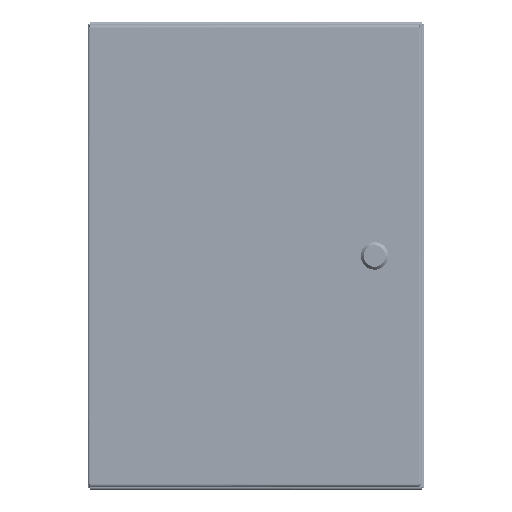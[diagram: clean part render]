
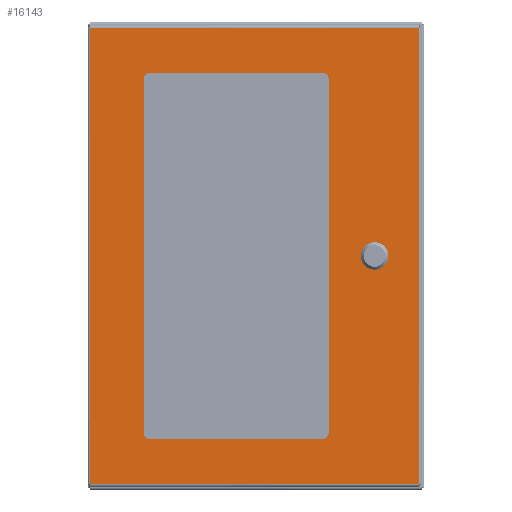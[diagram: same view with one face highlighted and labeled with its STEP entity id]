
A CAD part, top view. The second image highlights one B-rep face of the part: STEP entity #16143.
In plain terms, the highlighted planar face has unit normal (0, 0, 1).
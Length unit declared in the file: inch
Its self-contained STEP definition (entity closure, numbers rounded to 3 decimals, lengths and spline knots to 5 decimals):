
#982=PLANE($,#17444);
#1806=LINE($,#31001,#3029);
#1812=LINE($,#31083,#3035);
#1827=LINE($,#31183,#3050);
#1842=LINE($,#31282,#3065);
#1855=LINE($,#31373,#3078);
#1856=LINE($,#31377,#3079);
#1857=LINE($,#31381,#3080);
#1858=LINE($,#31384,#3081);
#1859=LINE($,#31389,#3082);
#1860=LINE($,#31393,#3083);
#1861=LINE($,#31397,#3084);
#1862=LINE($,#31400,#3085);
#3029=VECTOR($,#20323,18.2895);
#3035=VECTOR($,#20335,13.1645);
#3050=VECTOR($,#20364,13.1645);
#3065=VECTOR($,#20393,18.2895);
#3078=VECTOR($,#20422,6.91);
#3079=VECTOR($,#20425,14.18);
#3080=VECTOR($,#20428,6.91);
#3081=VECTOR($,#20431,14.18);
#3082=VECTOR($,#20434,0.42712);
#3083=VECTOR($,#20437,0.42712);
#3084=VECTOR($,#20440,0.42712);
#3085=VECTOR($,#20443,0.42712);
#3929=FACE_BOUND($,#5698,.T.);
#3930=FACE_BOUND($,#5699,.T.);
#3931=FACE_BOUND($,#5700,.T.);
#5698=EDGE_LOOP($,(#12584,#12585,#12586,#12587,#12588,#12589,#12590,#12591));
#5699=EDGE_LOOP($,(#12592,#12593,#12594,#12595,#12596,#12597,#12598,#12599));
#5700=EDGE_LOOP($,(#12600,#12601,#12602,#12603));
#6586=CIRCLE($,#17445,0.25);
#6587=CIRCLE($,#17446,0.25);
#6588=CIRCLE($,#17447,0.25);
#6589=CIRCLE($,#17448,0.25);
#6590=CIRCLE($,#17449,0.453);
#6591=CIRCLE($,#17450,0.453);
#6592=CIRCLE($,#17451,0.453);
#6593=CIRCLE($,#17452,0.453);
#7562=VERTEX_POINT($,#30992);
#7563=VERTEX_POINT($,#31000);
#7568=VERTEX_POINT($,#31075);
#7578=VERTEX_POINT($,#31182);
#7594=VERTEX_POINT($,#31369);
#7595=VERTEX_POINT($,#31370);
#7596=VERTEX_POINT($,#31372);
#7597=VERTEX_POINT($,#31374);
#7598=VERTEX_POINT($,#31376);
#7599=VERTEX_POINT($,#31378);
#7600=VERTEX_POINT($,#31380);
#7601=VERTEX_POINT($,#31382);
#7602=VERTEX_POINT($,#31385);
#7603=VERTEX_POINT($,#31386);
#7604=VERTEX_POINT($,#31388);
#7605=VERTEX_POINT($,#31390);
#7606=VERTEX_POINT($,#31392);
#7607=VERTEX_POINT($,#31394);
#7608=VERTEX_POINT($,#31396);
#7609=VERTEX_POINT($,#31398);
#9316=EDGE_CURVE($,#7563,#7562,#1806,.T.);
#9326=EDGE_CURVE($,#7562,#7568,#1812,.T.);
#9345=EDGE_CURVE($,#7578,#7563,#1827,.T.);
#9364=EDGE_CURVE($,#7568,#7578,#1842,.T.);
#9380=EDGE_CURVE($,#7594,#7595,#6586,.T.);
#9381=EDGE_CURVE($,#7595,#7596,#1855,.T.);
#9382=EDGE_CURVE($,#7596,#7597,#6587,.T.);
#9383=EDGE_CURVE($,#7597,#7598,#1856,.T.);
#9384=EDGE_CURVE($,#7598,#7599,#6588,.T.);
#9385=EDGE_CURVE($,#7599,#7600,#1857,.T.);
#9386=EDGE_CURVE($,#7600,#7601,#6589,.T.);
#9387=EDGE_CURVE($,#7601,#7594,#1858,.T.);
#9388=EDGE_CURVE($,#7602,#7603,#6590,.T.);
#9389=EDGE_CURVE($,#7603,#7604,#1859,.T.);
#9390=EDGE_CURVE($,#7604,#7605,#6591,.T.);
#9391=EDGE_CURVE($,#7605,#7606,#1860,.T.);
#9392=EDGE_CURVE($,#7606,#7607,#6592,.T.);
#9393=EDGE_CURVE($,#7607,#7608,#1861,.T.);
#9394=EDGE_CURVE($,#7608,#7609,#6593,.T.);
#9395=EDGE_CURVE($,#7609,#7602,#1862,.T.);
#12584=ORIENTED_EDGE($,*,*,#9380,.T.);
#12585=ORIENTED_EDGE($,*,*,#9381,.T.);
#12586=ORIENTED_EDGE($,*,*,#9382,.T.);
#12587=ORIENTED_EDGE($,*,*,#9383,.T.);
#12588=ORIENTED_EDGE($,*,*,#9384,.T.);
#12589=ORIENTED_EDGE($,*,*,#9385,.T.);
#12590=ORIENTED_EDGE($,*,*,#9386,.T.);
#12591=ORIENTED_EDGE($,*,*,#9387,.T.);
#12592=ORIENTED_EDGE($,*,*,#9388,.T.);
#12593=ORIENTED_EDGE($,*,*,#9389,.T.);
#12594=ORIENTED_EDGE($,*,*,#9390,.T.);
#12595=ORIENTED_EDGE($,*,*,#9391,.T.);
#12596=ORIENTED_EDGE($,*,*,#9392,.T.);
#12597=ORIENTED_EDGE($,*,*,#9393,.T.);
#12598=ORIENTED_EDGE($,*,*,#9394,.T.);
#12599=ORIENTED_EDGE($,*,*,#9395,.T.);
#12600=ORIENTED_EDGE($,*,*,#9316,.T.);
#12601=ORIENTED_EDGE($,*,*,#9326,.T.);
#12602=ORIENTED_EDGE($,*,*,#9364,.T.);
#12603=ORIENTED_EDGE($,*,*,#9345,.T.);
#16143=ADVANCED_FACE($,(#3929,#3930,#3931),#982,.T.);
#17444=AXIS2_PLACEMENT_3D($,#31368,#20418,#20419);
#17445=AXIS2_PLACEMENT_3D($,#31371,#20420,#20421);
#17446=AXIS2_PLACEMENT_3D($,#31375,#20423,#20424);
#17447=AXIS2_PLACEMENT_3D($,#31379,#20426,#20427);
#17448=AXIS2_PLACEMENT_3D($,#31383,#20429,#20430);
#17449=AXIS2_PLACEMENT_3D($,#31387,#20432,#20433);
#17450=AXIS2_PLACEMENT_3D($,#31391,#20435,#20436);
#17451=AXIS2_PLACEMENT_3D($,#31395,#20438,#20439);
#17452=AXIS2_PLACEMENT_3D($,#31399,#20441,#20442);
#20323=DIRECTION($,(0.,-1.,0.));
#20335=DIRECTION($,(1.,0.,0.));
#20364=DIRECTION($,(-1.,0.,0.));
#20393=DIRECTION($,(0.,1.,0.));
#20418=DIRECTION('center_axis',(0.,0.,1.));
#20419=DIRECTION('ref_axis',(1.,0.,0.));
#20420=DIRECTION('center_axis',(0.,0.,-1.));
#20421=DIRECTION('ref_axis',(0.,-1.,0.));
#20422=DIRECTION($,(1.,0.,0.));
#20423=DIRECTION('center_axis',(0.,0.,-1.));
#20424=DIRECTION('ref_axis',(-1.,0.,0.));
#20425=DIRECTION($,(0.,-1.,0.));
#20426=DIRECTION('center_axis',(0.,0.,-1.));
#20427=DIRECTION('ref_axis',(0.,1.,0.));
#20428=DIRECTION($,(-1.,0.,0.));
#20429=DIRECTION('center_axis',(0.,0.,-1.));
#20430=DIRECTION('ref_axis',(1.,0.,0.));
#20431=DIRECTION($,(0.,1.,0.));
#20432=DIRECTION('center_axis',(0.,0.,-1.));
#20433=DIRECTION('ref_axis',(0.882,0.471,0.));
#20434=DIRECTION($,(0.,-1.,0.));
#20435=DIRECTION('center_axis',(0.,0.,-1.));
#20436=DIRECTION('ref_axis',(0.471,-0.882,0.));
#20437=DIRECTION($,(-1.,0.,0.));
#20438=DIRECTION('center_axis',(0.,0.,-1.));
#20439=DIRECTION('ref_axis',(-0.882,-0.471,0.));
#20440=DIRECTION($,(0.,1.,0.));
#20441=DIRECTION('center_axis',(0.,0.,-1.));
#20442=DIRECTION('ref_axis',(-0.471,0.882,0.));
#20443=DIRECTION($,(1.,0.,0.));
#30992=CARTESIAN_POINT('',(0.10525,-18.39475,0.074));
#31000=CARTESIAN_POINT('',(0.10525,-0.10525,0.074));
#31001=CARTESIAN_POINT($,(0.10525,-4.67763,0.074));
#31075=CARTESIAN_POINT('',(13.26975,-18.39475,0.074));
#31083=CARTESIAN_POINT($,(3.39638,-18.39475,0.074));
#31182=CARTESIAN_POINT('',(13.26975,-0.10525,0.074));
#31183=CARTESIAN_POINT($,(9.97863,-0.10525,0.074));
#31282=CARTESIAN_POINT($,(13.26975,-13.82238,0.074));
#31368=CARTESIAN_POINT('Origin',(6.6875,-9.25,0.074));
#31369=CARTESIAN_POINT('',(2.25,-2.16,0.074));
#31370=CARTESIAN_POINT('',(2.5,-1.91,0.074));
#31371=CARTESIAN_POINT('Origin',(2.5,-2.16,0.074));
#31372=CARTESIAN_POINT('',(9.41,-1.91,0.074));
#31373=CARTESIAN_POINT($,(4.59375,-1.91,0.074));
#31374=CARTESIAN_POINT('',(9.66,-2.16,0.074));
#31375=CARTESIAN_POINT('Origin',(9.41,-2.16,0.074));
#31376=CARTESIAN_POINT('',(9.66,-16.34,0.074));
#31377=CARTESIAN_POINT($,(9.66,-5.705,0.074));
#31378=CARTESIAN_POINT('',(9.41,-16.59,0.074));
#31379=CARTESIAN_POINT('Origin',(9.41,-16.34,0.074));
#31380=CARTESIAN_POINT('',(2.5,-16.59,0.074));
#31381=CARTESIAN_POINT($,(8.04875,-16.59,0.074));
#31382=CARTESIAN_POINT('',(2.25,-16.34,0.074));
#31383=CARTESIAN_POINT('Origin',(2.5,-16.34,0.074));
#31384=CARTESIAN_POINT($,(2.25,-12.795,0.074));
#31385=CARTESIAN_POINT('',(11.71362,-8.8505,0.074));
#31386=CARTESIAN_POINT('',(11.8995,-9.03644,0.074));
#31387=CARTESIAN_POINT('Origin',(11.49998,-9.24995,0.074));
#31388=CARTESIAN_POINT('',(11.8995,-9.46356,0.074));
#31389=CARTESIAN_POINT($,(11.8995,-9.35678,0.074));
#31390=CARTESIAN_POINT('',(11.71356,-9.6495,0.074));
#31391=CARTESIAN_POINT('Origin',(11.5,-9.25,0.074));
#31392=CARTESIAN_POINT('',(11.28644,-9.6495,0.074));
#31393=CARTESIAN_POINT($,(8.98697,-9.6495,0.074));
#31394=CARTESIAN_POINT('',(11.1005,-9.46356,0.074));
#31395=CARTESIAN_POINT('Origin',(11.5,-9.25,0.074));
#31396=CARTESIAN_POINT('',(11.1005,-9.03644,0.074));
#31397=CARTESIAN_POINT($,(11.1005,-9.14322,0.074));
#31398=CARTESIAN_POINT('',(11.2865,-8.8505,0.074));
#31399=CARTESIAN_POINT('Origin',(11.49998,-9.25005,0.074));
#31400=CARTESIAN_POINT($,(9.20056,-8.8505,0.074));
